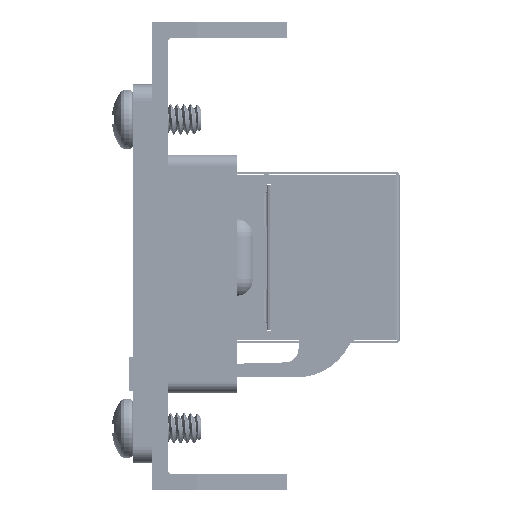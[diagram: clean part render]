
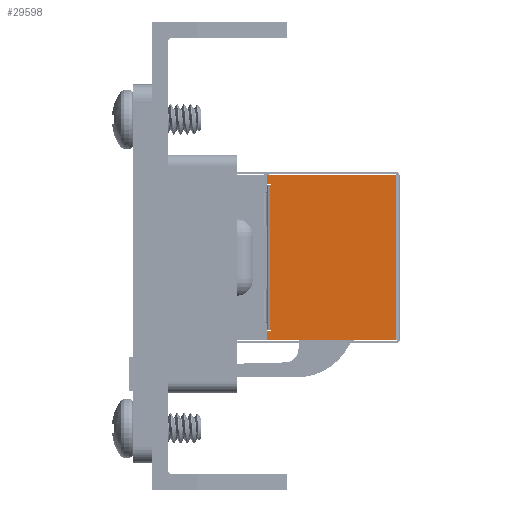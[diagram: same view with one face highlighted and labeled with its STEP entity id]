
A CAD part, left-side view. The second image highlights one B-rep face of the part: STEP entity #29598.
In plain terms, the highlighted face is planar.
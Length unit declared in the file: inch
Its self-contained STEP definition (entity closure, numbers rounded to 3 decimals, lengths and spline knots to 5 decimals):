
#28 = EDGE_CURVE ( 'NONE', #12487, #45821, #63803, .T. ) ;
#110 = CARTESIAN_POINT ( 'NONE',  ( -0.27096, -0.2874, -0.46654 ) ) ;
#504 = LINE ( 'NONE', #22125, #2442 ) ;
#1333 = ORIENTED_EDGE ( 'NONE', *, *, #52536, .F. ) ;
#1542 = EDGE_CURVE ( 'NONE', #25401, #39401, #42452, .T. ) ;
#2283 = ORIENTED_EDGE ( 'NONE', *, *, #50485, .F. ) ;
#2442 = VECTOR ( 'NONE', #59477, 39.37008 ) ;
#2796 = CARTESIAN_POINT ( 'NONE',  ( 0.30394, -0.2874, -0.48228 ) ) ;
#4248 = CARTESIAN_POINT ( 'NONE',  ( 0.30394, -0.2874, 0. ) ) ;
#4878 = VECTOR ( 'NONE', #51084, 39.37008 ) ;
#5009 = EDGE_CURVE ( 'NONE', #16900, #71688, #69353, .T. ) ;
#6348 = DIRECTION ( 'NONE',  ( 0., 0., 1. ) ) ;
#9483 = DIRECTION ( 'NONE',  ( 0., 0., 1. ) ) ;
#10518 = DIRECTION ( 'NONE',  ( 0., 0., 1. ) ) ;
#11292 = VECTOR ( 'NONE', #62052, 39.37008 ) ;
#11300 = CARTESIAN_POINT ( 'NONE',  ( -0.27343, -0.2874, -0.48228 ) ) ;
#12487 = VERTEX_POINT ( 'NONE', #32732 ) ;
#12492 = EDGE_CURVE ( 'NONE', #61174, #15375, #53660, .T. ) ;
#13815 = AXIS2_PLACEMENT_3D ( 'NONE', #4248, #47875, #10518 ) ;
#14011 = CIRCLE ( 'NONE', #73384, 0.00246 ) ;
#14586 = VECTOR ( 'NONE', #33503, 39.37008 ) ;
#15375 = VERTEX_POINT ( 'NONE', #2796 ) ;
#15666 = CARTESIAN_POINT ( 'NONE',  ( -0.27343, -0.2874, 0. ) ) ;
#16013 = CARTESIAN_POINT ( 'NONE',  ( -0.2685, -0.2874, -0.46654 ) ) ;
#16900 = VERTEX_POINT ( 'NONE', #23669 ) ;
#17581 = CIRCLE ( 'NONE', #40172, 0.00246 ) ;
#18829 = EDGE_CURVE ( 'NONE', #79864, #73764, #17581, .T. ) ;
#19833 = VECTOR ( 'NONE', #9483, 39.37008 ) ;
#20989 = CARTESIAN_POINT ( 'NONE',  ( 0.2685, -0.2874, -0.47146 ) ) ;
#22125 = CARTESIAN_POINT ( 'NONE',  ( 0.30394, -0.2874, 0. ) ) ;
#22841 = PLANE ( 'NONE',  #13815 ) ;
#23423 = ORIENTED_EDGE ( 'NONE', *, *, #12492, .T. ) ;
#23669 = CARTESIAN_POINT ( 'NONE',  ( -0.2685, -0.2874, -0.47146 ) ) ;
#24995 = EDGE_CURVE ( 'NONE', #56007, #71747, #14011, .T. ) ;
#25401 = VERTEX_POINT ( 'NONE', #29888 ) ;
#25823 = VECTOR ( 'NONE', #64997, 39.37008 ) ;
#27176 = CARTESIAN_POINT ( 'NONE',  ( -0.2685, -0.2874, 0. ) ) ;
#27599 = CARTESIAN_POINT ( 'NONE',  ( -0.27343, -0.2874, -0.46654 ) ) ;
#29313 = ORIENTED_EDGE ( 'NONE', *, *, #28, .F. ) ;
#29598 = ADVANCED_FACE ( 'NONE', ( #72570 ), #22841, .F. ) ;
#29730 = EDGE_LOOP ( 'NONE', ( #58861, #49143, #49922, #36639, #2283, #52114, #1333, #23423, #79553, #29313, #71682, #32830 ) ) ;
#29888 = CARTESIAN_POINT ( 'NONE',  ( -0.30394, -0.2874, -0.48228 ) ) ;
#32732 = CARTESIAN_POINT ( 'NONE',  ( -0.30394, -0.2874, -0.00315 ) ) ;
#32745 = EDGE_CURVE ( 'NONE', #12487, #25401, #39010, .T. ) ;
#32830 = ORIENTED_EDGE ( 'NONE', *, *, #1542, .T. ) ;
#33272 = CARTESIAN_POINT ( 'NONE',  ( 0.27096, -0.2874, -0.46654 ) ) ;
#33503 = DIRECTION ( 'NONE',  ( 0., 0., 1. ) ) ;
#33775 = CARTESIAN_POINT ( 'NONE',  ( -0.30394, -0.2874, -0.48228 ) ) ;
#34363 = CARTESIAN_POINT ( 'NONE',  ( 0.27343, -0.2874, -0.48228 ) ) ;
#34666 = DIRECTION ( 'NONE',  ( 0., 0., -1. ) ) ;
#34990 = CARTESIAN_POINT ( 'NONE',  ( 0.27343, -0.2874, 0. ) ) ;
#36639 = ORIENTED_EDGE ( 'NONE', *, *, #5009, .T. ) ;
#37235 = VECTOR ( 'NONE', #38988, 39.37008 ) ;
#38988 = DIRECTION ( 'NONE',  ( 1., 0., 0. ) ) ;
#39010 = LINE ( 'NONE', #33775, #57449 ) ;
#39401 = VERTEX_POINT ( 'NONE', #11300 ) ;
#39552 = DIRECTION ( 'NONE',  ( 0., 0., 1. ) ) ;
#40031 = DIRECTION ( 'NONE',  ( 1., 0., 0. ) ) ;
#40172 = AXIS2_PLACEMENT_3D ( 'NONE', #33272, #76922, #39552 ) ;
#40960 = EDGE_CURVE ( 'NONE', #16900, #56007, #64431, .T. ) ;
#42452 = LINE ( 'NONE', #77354, #25823 ) ;
#43782 = DIRECTION ( 'NONE',  ( 0., -1., 0. ) ) ;
#44242 = EDGE_CURVE ( 'NONE', #15375, #45821, #504, .T. ) ;
#44810 = CARTESIAN_POINT ( 'NONE',  ( -0.2685, -0.2874, -0.47146 ) ) ;
#45821 = VERTEX_POINT ( 'NONE', #67189 ) ;
#46204 = CARTESIAN_POINT ( 'NONE',  ( 0.30394, -0.2874, -0.00315 ) ) ;
#47875 = DIRECTION ( 'NONE',  ( 0., 1., 0. ) ) ;
#49143 = ORIENTED_EDGE ( 'NONE', *, *, #24995, .F. ) ;
#49159 = VECTOR ( 'NONE', #40031, 39.37008 ) ;
#49922 = ORIENTED_EDGE ( 'NONE', *, *, #40960, .F. ) ;
#50485 = EDGE_CURVE ( 'NONE', #73764, #71688, #61103, .T. ) ;
#51084 = DIRECTION ( 'NONE',  ( 1., 0., 0. ) ) ;
#52114 = ORIENTED_EDGE ( 'NONE', *, *, #18829, .F. ) ;
#52536 = EDGE_CURVE ( 'NONE', #61174, #79864, #67748, .T. ) ;
#53660 = LINE ( 'NONE', #70034, #37235 ) ;
#56007 = VERTEX_POINT ( 'NONE', #16013 ) ;
#57449 = VECTOR ( 'NONE', #71076, 39.37008 ) ;
#58774 = CARTESIAN_POINT ( 'NONE',  ( 0.27343, -0.2874, -0.46654 ) ) ;
#58861 = ORIENTED_EDGE ( 'NONE', *, *, #65317, .F. ) ;
#59477 = DIRECTION ( 'NONE',  ( 0., 0., 1. ) ) ;
#61103 = LINE ( 'NONE', #74927, #11292 ) ;
#61174 = VERTEX_POINT ( 'NONE', #34363 ) ;
#62052 = DIRECTION ( 'NONE',  ( 0., 0., -1. ) ) ;
#63803 = LINE ( 'NONE', #46204, #49159 ) ;
#64431 = LINE ( 'NONE', #27176, #14586 ) ;
#64505 = CARTESIAN_POINT ( 'NONE',  ( 0.2685, -0.2874, -0.46654 ) ) ;
#64997 = DIRECTION ( 'NONE',  ( 1., 0., 0. ) ) ;
#65317 = EDGE_CURVE ( 'NONE', #71747, #39401, #66034, .T. ) ;
#66034 = LINE ( 'NONE', #15666, #78827 ) ;
#67189 = CARTESIAN_POINT ( 'NONE',  ( 0.30394, -0.2874, -0.00315 ) ) ;
#67748 = LINE ( 'NONE', #34990, #19833 ) ;
#69353 = LINE ( 'NONE', #44810, #4878 ) ;
#70034 = CARTESIAN_POINT ( 'NONE',  ( 0.30394, -0.2874, -0.48228 ) ) ;
#71076 = DIRECTION ( 'NONE',  ( 0., 0., -1. ) ) ;
#71682 = ORIENTED_EDGE ( 'NONE', *, *, #32745, .T. ) ;
#71688 = VERTEX_POINT ( 'NONE', #20989 ) ;
#71747 = VERTEX_POINT ( 'NONE', #27599 ) ;
#72570 = FACE_OUTER_BOUND ( 'NONE', #29730, .T. ) ;
#73384 = AXIS2_PLACEMENT_3D ( 'NONE', #110, #43782, #6348 ) ;
#73764 = VERTEX_POINT ( 'NONE', #64505 ) ;
#74927 = CARTESIAN_POINT ( 'NONE',  ( 0.2685, -0.2874, 0. ) ) ;
#76922 = DIRECTION ( 'NONE',  ( 0., -1., 0. ) ) ;
#77354 = CARTESIAN_POINT ( 'NONE',  ( 0.30394, -0.2874, -0.48228 ) ) ;
#78827 = VECTOR ( 'NONE', #34666, 39.37008 ) ;
#79553 = ORIENTED_EDGE ( 'NONE', *, *, #44242, .T. ) ;
#79864 = VERTEX_POINT ( 'NONE', #58774 ) ;
